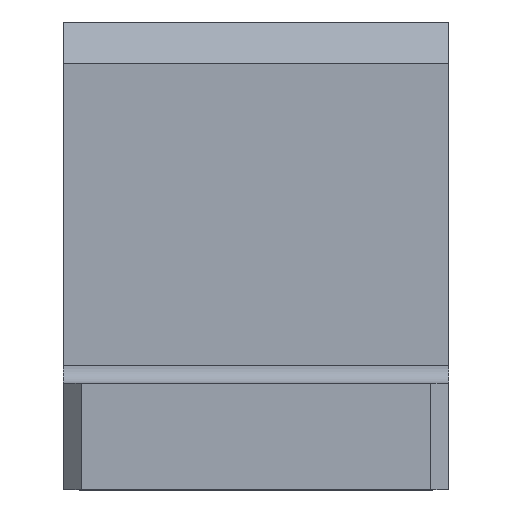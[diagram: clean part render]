
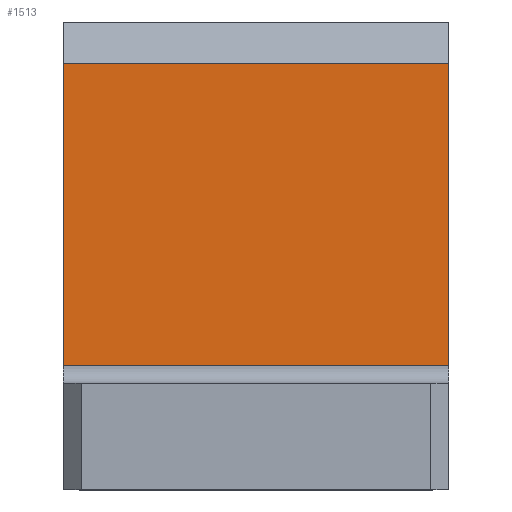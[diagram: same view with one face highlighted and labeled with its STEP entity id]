
A CAD part, front view. The second image highlights one B-rep face of the part: STEP entity #1513.
In plain terms, the highlighted planar face has unit normal (0, -1, 0).
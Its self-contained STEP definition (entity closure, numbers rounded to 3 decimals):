
#1046=CARTESIAN_POINT('Vertex',(-32.5,-34.,72.)) ;
#1049=CARTESIAN_POINT('Line Origine',(0.,-34.,72.)) ;
#1053=CARTESIAN_POINT('Vertex',(32.5,-34.,72.)) ;
#1483=CARTESIAN_POINT('Axis2P3D Location',(0.,-34.,18.)) ;
#1488=CARTESIAN_POINT('Line Origine',(0.,-34.,21.)) ;
#1492=CARTESIAN_POINT('Vertex',(32.5,-34.,21.)) ;
#1494=CARTESIAN_POINT('Vertex',(-32.5,-34.,21.)) ;
#1497=CARTESIAN_POINT('Line Origine',(32.5,-34.,46.5)) ;
#1502=CARTESIAN_POINT('Line Origine',(-32.5,-34.,46.5)) ;
#1050=DIRECTION('Vector Direction',(1.,0.,0.)) ;
#1484=DIRECTION('Axis2P3D Direction',(0.,1.,0.)) ;
#1485=DIRECTION('Axis2P3D XDirection',(0.,0.,1.)) ;
#1489=DIRECTION('Vector Direction',(1.,0.,0.)) ;
#1498=DIRECTION('Vector Direction',(0.,0.,1.)) ;
#1503=DIRECTION('Vector Direction',(0.,0.,1.)) ;
#1486=AXIS2_PLACEMENT_3D('Plane Axis2P3D',#1483,#1484,#1485) ;
#1508=ORIENTED_EDGE('',*,*,#1496,.F.) ;
#1509=ORIENTED_EDGE('',*,*,#1501,.F.) ;
#1510=ORIENTED_EDGE('',*,*,#1055,.F.) ;
#1511=ORIENTED_EDGE('',*,*,#1506,.T.) ;
#1051=VECTOR('Line Direction',#1050,1.) ;
#1490=VECTOR('Line Direction',#1489,1.) ;
#1499=VECTOR('Line Direction',#1498,1.) ;
#1504=VECTOR('Line Direction',#1503,1.) ;
#1513=ADVANCED_FACE('PartBody',(#1512),#1487,.F.) ;
#1055=EDGE_CURVE('',#1047,#1054,#1052,.T.) ;
#1496=EDGE_CURVE('',#1493,#1495,#1491,.F.) ;
#1501=EDGE_CURVE('',#1054,#1493,#1500,.F.) ;
#1506=EDGE_CURVE('',#1047,#1495,#1505,.F.) ;
#1507=EDGE_LOOP('',(#1508,#1509,#1510,#1511)) ;
#1512=FACE_OUTER_BOUND('',#1507,.T.) ;
#1052=LINE('Line',#1049,#1051) ;
#1491=LINE('Line',#1488,#1490) ;
#1500=LINE('Line',#1497,#1499) ;
#1505=LINE('Line',#1502,#1504) ;
#1487=PLANE('',#1486) ;
#1047=VERTEX_POINT('',#1046) ;
#1054=VERTEX_POINT('',#1053) ;
#1493=VERTEX_POINT('',#1492) ;
#1495=VERTEX_POINT('',#1494) ;
